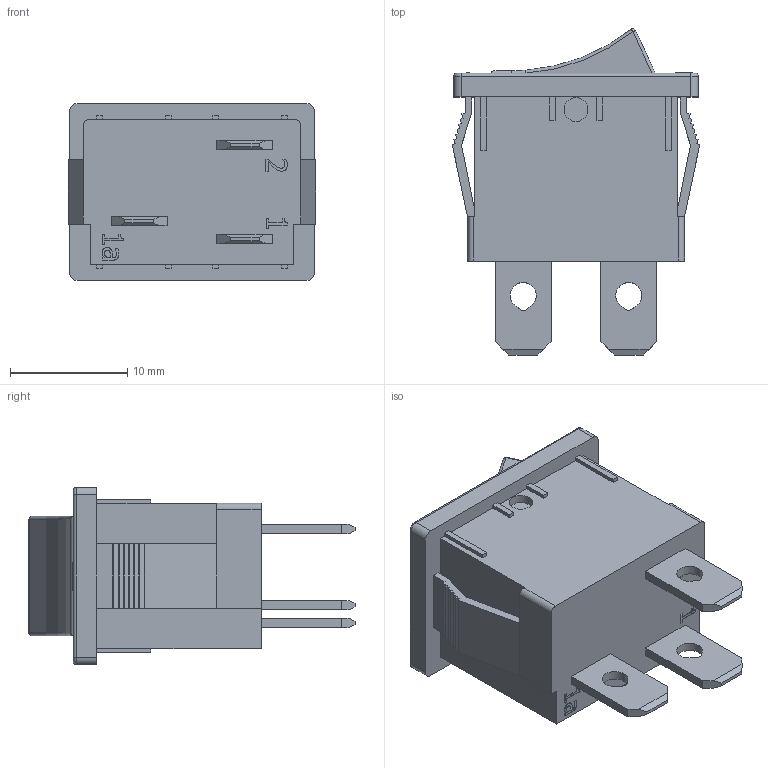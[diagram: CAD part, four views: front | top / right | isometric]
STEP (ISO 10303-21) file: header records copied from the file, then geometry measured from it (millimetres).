
FILE_DESCRIPTION(/* description */ (''),/* implementation_level */ '2;1');
FILE_NAME(/* name */ 'R992KMET2 Special_Model.stp',/* time_stamp */ '2023-12-13T15:31:07-05:00',/* author */ ('dwiltbank'),/* organization */ (''),/* preprocessor_version */ 'ST-DEVELOPER v19.2',/* originating_system */ 'Autodesk Inventor 2024',/* authorisation */ '');
FILE_SCHEMA (('AUTOMOTIVE_DESIGN { 1 0 10303 214 3 1 1 }'));
Length unit declared in the file: inch
Products named in the file (1): R992KMET2 Special_Model_Simplify_1
Bounding box: 21.08 x 27.78 x 15.09 mm (x, y, z)
Volume: 4001.3 mm3; surface area: 2206.8 mm2
Topology: 1 solids, 1 shells, 241 faces, 658 edges, 432 vertices
Faces by surface type: plane 165, bspline 41, cylinder 25, torus 8, sphere 2
Full cylindrical faces by diameter (mm): 2.032 x2
Entity records: 8068 total; most frequent: CARTESIAN_POINT 1875, ORIENTED_EDGE 1316, DIRECTION 1036, EDGE_CURVE 658, LINE 514, VECTOR 514, VERTEX_POINT 432, EDGE_LOOP 264
